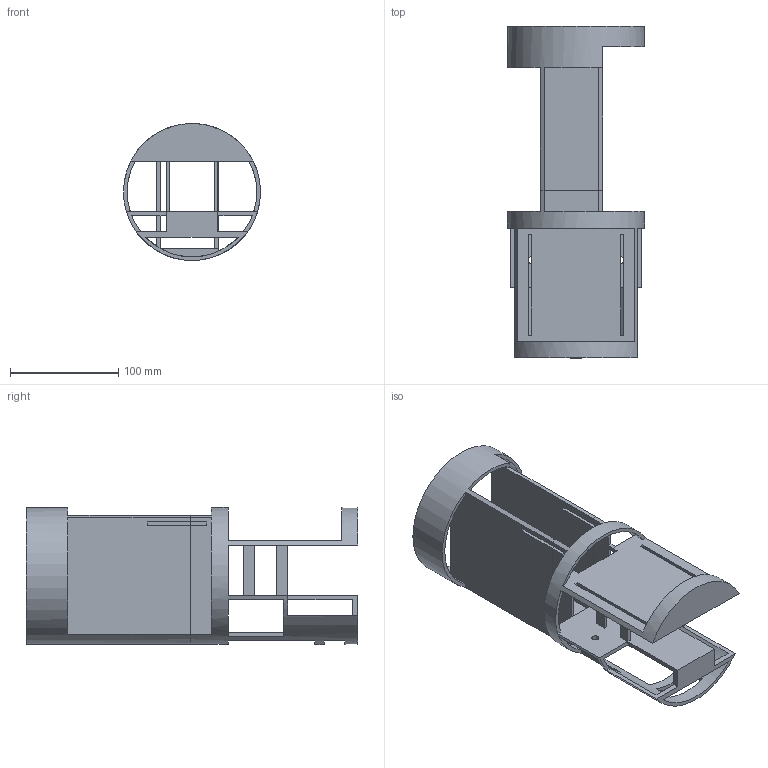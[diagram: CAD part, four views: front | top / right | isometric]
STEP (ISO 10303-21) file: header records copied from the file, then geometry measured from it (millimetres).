
FILE_DESCRIPTION(/* description */ (''),/* implementation_level */ '2;1');
FILE_NAME(/* name */ 'smalle Main Tray Original Lens.step',/* time_stamp */ '2023-06-10T14:28:17-07:00',/* author */ (''),/* organization */ (''),/* preprocessor_version */ 'ST-DEVELOPER v19.2',/* originating_system */ 'Autodesk Translation Framework v12.6.0.85',/* authorisation */ '');
FILE_SCHEMA (('AUTOMOTIVE_DESIGN { 1 0 10303 214 3 1 1 }'));
Length unit declared in the file: millimetre
Products named in the file (2): walle_main_tray_V2_screw holes; SSD
Assembly tree (1 placements, depth 2):
  walle_main_tray_V2_screw holes
    SSD
Bounding box: 126.81 x 307 x 126.81 mm (x, y, z)
Volume: 406555.7 mm3; surface area: 214097.5 mm2
Topology: 2 solids, 2 shells, 120 faces, 418 edges, 273 vertices
Faces by surface type: plane 112, cylinder 8
Full cylindrical faces by diameter (mm): 6.5 x2, 120 x1, 126.809 x2
Entity records: 4639 total; most frequent: ORIENTED_EDGE 836, CARTESIAN_POINT 814, DIRECTION 733, EDGE_CURVE 418, LINE 349, VECTOR 349, VERTEX_POINT 273, AXIS2_PLACEMENT_3D 192
